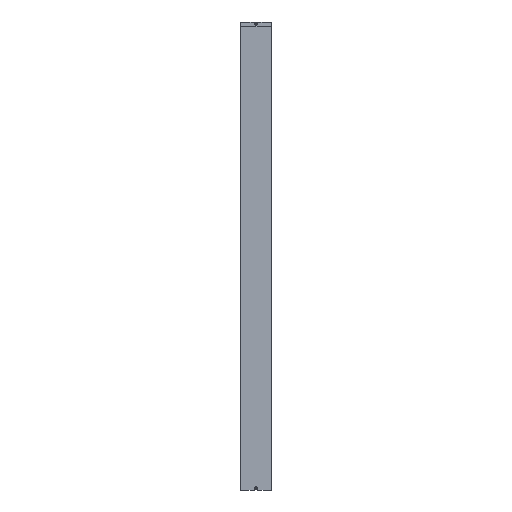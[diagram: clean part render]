
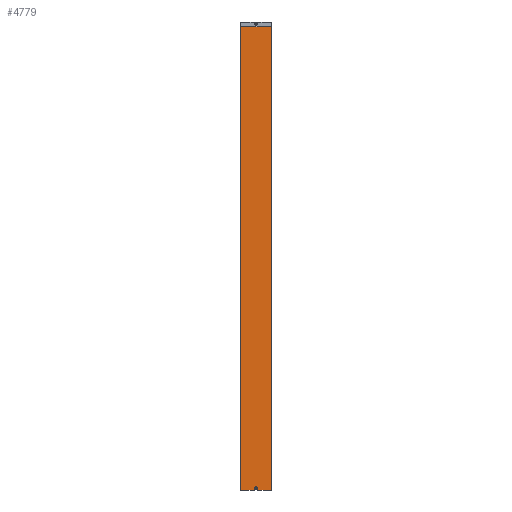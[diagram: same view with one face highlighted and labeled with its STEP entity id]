
A CAD part, front view. The second image highlights one B-rep face of the part: STEP entity #4779.
In plain terms, the highlighted planar face has unit normal (0, -1, 0).
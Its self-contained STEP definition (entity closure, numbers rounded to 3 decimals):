
#31 = VERTEX_POINT ( 'NONE', #1384 ) ;
#84 = DIRECTION ( 'NONE',  ( 1., 0., 0. ) ) ;
#151 = EDGE_CURVE ( 'NONE', #3943, #2518, #2330, .T. ) ;
#273 = CARTESIAN_POINT ( 'NONE',  ( -100., 0., -2969. ) ) ;
#345 = CARTESIAN_POINT ( 'NONE',  ( 11.331, 0., -2969. ) ) ;
#396 = AXIS2_PLACEMENT_3D ( 'NONE', #1840, #1904, #1924 ) ;
#407 = EDGE_CURVE ( 'NONE', #2518, #8175, #1382, .T. ) ;
#442 = ORIENTED_EDGE ( 'NONE', *, *, #1485, .T. ) ;
#508 = CARTESIAN_POINT ( 'NONE',  ( -10.854, 0., -2968.646 ) ) ;
#733 = CARTESIAN_POINT ( 'NONE',  ( -100., 0., -2968.5 ) ) ;
#799 = DIRECTION ( 'NONE',  ( 1., 0., 0. ) ) ;
#841 = AXIS2_PLACEMENT_3D ( 'NONE', #8984, #8997, #84 ) ;
#935 = ORIENTED_EDGE ( 'NONE', *, *, #1042, .T. ) ;
#987 = CIRCLE ( 'NONE', #1956, 7.3 ) ;
#1010 = AXIS2_PLACEMENT_3D ( 'NONE', #7183, #2915, #7855 ) ;
#1024 = EDGE_CURVE ( 'NONE', #1879, #1107, #987, .T. ) ;
#1042 = EDGE_CURVE ( 'NONE', #8175, #2182, #6527, .T. ) ;
#1107 = VERTEX_POINT ( 'NONE', #3051 ) ;
#1163 = CARTESIAN_POINT ( 'NONE',  ( 99., 0., 0. ) ) ;
#1176 = VECTOR ( 'NONE', #8973, 1000. ) ;
#1178 = AXIS2_PLACEMENT_3D ( 'NONE', #8718, #8888, #8437 ) ;
#1249 = EDGE_CURVE ( 'NONE', #2182, #5613, #5564, .T. ) ;
#1382 = CIRCLE ( 'NONE', #2656, 0.3 ) ;
#1384 = CARTESIAN_POINT ( 'NONE',  ( 10.5, 0., -2968.5 ) ) ;
#1398 = DIRECTION ( 'NONE',  ( 0., 0., 1. ) ) ;
#1429 = CARTESIAN_POINT ( 'NONE',  ( 99., 0., -2969. ) ) ;
#1448 = ORIENTED_EDGE ( 'NONE', *, *, #4073, .F. ) ;
#1485 = EDGE_CURVE ( 'NONE', #5613, #31, #5858, .T. ) ;
#1502 = VERTEX_POINT ( 'NONE', #345 ) ;
#1560 = CARTESIAN_POINT ( 'NONE',  ( 10.854, 0., -2968.646 ) ) ;
#1628 = CARTESIAN_POINT ( 'NONE',  ( -10.5, 0., -2968.5 ) ) ;
#1648 = EDGE_CURVE ( 'NONE', #31, #7177, #6413, .T. ) ;
#1749 = AXIS2_PLACEMENT_3D ( 'NONE', #2487, #2465, #2434 ) ;
#1807 = PLANE ( 'NONE',  #396 ) ;
#1840 = CARTESIAN_POINT ( 'NONE',  ( 100., 0., -2969. ) ) ;
#1879 = VERTEX_POINT ( 'NONE', #7388 ) ;
#1882 = LINE ( 'NONE', #1429, #4172 ) ;
#1904 = DIRECTION ( 'NONE',  ( 0., -1., 0. ) ) ;
#1924 = DIRECTION ( 'NONE',  ( 1., 0., 0. ) ) ;
#1956 = AXIS2_PLACEMENT_3D ( 'NONE', #3514, #3488, #3481 ) ;
#1976 = EDGE_CURVE ( 'NONE', #7177, #7530, #6362, .T. ) ;
#2061 = CARTESIAN_POINT ( 'NONE',  ( -99., 0., -2969. ) ) ;
#2094 = CARTESIAN_POINT ( 'NONE',  ( 0., 0., 0. ) ) ;
#2110 = CARTESIAN_POINT ( 'NONE',  ( -8.25, 0., 0. ) ) ;
#2134 = CARTESIAN_POINT ( 'NONE',  ( -24.75, 0., 0. ) ) ;
#2144 = EDGE_CURVE ( 'NONE', #7530, #1502, #7146, .T. ) ;
#2145 = CARTESIAN_POINT ( 'NONE',  ( -49.498, 0., 0. ) ) ;
#2161 = CARTESIAN_POINT ( 'NONE',  ( -74.248, 0., 0. ) ) ;
#2182 = VERTEX_POINT ( 'NONE', #508 ) ;
#2237 = CARTESIAN_POINT ( 'NONE',  ( -99., 0., 0. ) ) ;
#2330 = LINE ( 'NONE', #273, #1176 ) ;
#2416 = ORIENTED_EDGE ( 'NONE', *, *, #1024, .T. ) ;
#2434 = DIRECTION ( 'NONE',  ( -1., 0., 0. ) ) ;
#2465 = DIRECTION ( 'NONE',  ( 0., 1., 0. ) ) ;
#2487 = CARTESIAN_POINT ( 'NONE',  ( -10.5, 0., -2969. ) ) ;
#2500 = FACE_OUTER_BOUND ( 'NONE', #8913, .T. ) ;
#2518 = VERTEX_POINT ( 'NONE', #6030 ) ;
#2656 = AXIS2_PLACEMENT_3D ( 'NONE', #7104, #7071, #7044 ) ;
#2663 = VECTOR ( 'NONE', #3792, 1000. ) ;
#2727 = EDGE_CURVE ( 'NONE', #1502, #5882, #7907, .T. ) ;
#2729 = CARTESIAN_POINT ( 'NONE',  ( -100., 0., -2969. ) ) ;
#2749 = DIRECTION ( 'NONE',  ( 1., 0., 0. ) ) ;
#2826 = CARTESIAN_POINT ( 'NONE',  ( -11.119, 0., -2968.912 ) ) ;
#2899 = EDGE_CURVE ( 'NONE', #5882, #8869, #1882, .T. ) ;
#2915 = DIRECTION ( 'NONE',  ( 0., 1., 0. ) ) ;
#2949 = CARTESIAN_POINT ( 'NONE',  ( -90.749, 0., 0. ) ) ;
#3051 = CARTESIAN_POINT ( 'NONE',  ( 0., 0., -2962.3 ) ) ;
#3333 = EDGE_CURVE ( 'NONE', #3473, #8869, #6663, .T. ) ;
#3383 = ORIENTED_EDGE ( 'NONE', *, *, #1249, .T. ) ;
#3473 = VERTEX_POINT ( 'NONE', #6696 ) ;
#3481 = DIRECTION ( 'NONE',  ( 0., 0., 1. ) ) ;
#3488 = DIRECTION ( 'NONE',  ( 0., 1., 0. ) ) ;
#3514 = CARTESIAN_POINT ( 'NONE',  ( 0., 0., -2955. ) ) ;
#3543 = CARTESIAN_POINT ( 'NONE',  ( -11.207, 0., -2969. ) ) ;
#3673 = VECTOR ( 'NONE', #799, 1000. ) ;
#3792 = DIRECTION ( 'NONE',  ( 0.707, 0., 0.707 ) ) ;
#3886 = EDGE_CURVE ( 'NONE', #5052, #3473, #5360, .T. ) ;
#3943 = VERTEX_POINT ( 'NONE', #2061 ) ;
#4073 = EDGE_CURVE ( 'NONE', #3943, #5052, #6257, .T. ) ;
#4172 = VECTOR ( 'NONE', #1398, 1000. ) ;
#4306 = ORIENTED_EDGE ( 'NONE', *, *, #2899, .T. ) ;
#4449 = DIRECTION ( 'NONE',  ( 0., 0., 1. ) ) ;
#4452 = FACE_BOUND ( 'NONE', #7879, .T. ) ;
#4581 = VECTOR ( 'NONE', #7762, 1000. ) ;
#4603 = CARTESIAN_POINT ( 'NONE',  ( -99., 0., -2969. ) ) ;
#4779 = ADVANCED_FACE ( 'NONE', ( #4452, #2500 ), #1807, .T. ) ;
#5052 = VERTEX_POINT ( 'NONE', #5218 ) ;
#5126 = ORIENTED_EDGE ( 'NONE', *, *, #2727, .T. ) ;
#5177 = ORIENTED_EDGE ( 'NONE', *, *, #407, .T. ) ;
#5218 = CARTESIAN_POINT ( 'NONE',  ( -99., 0., 0. ) ) ;
#5260 = CARTESIAN_POINT ( 'NONE',  ( 11.119, 0., -2968.912 ) ) ;
#5360 = B_SPLINE_CURVE_WITH_KNOTS ( 'NONE', 3,
 ( #2237, #2949, #2161, #2145, #2134, #2110, #2094 ),
 .UNSPECIFIED., .F., .F.,
 ( 4, 1, 1, 1, 4 ),
 ( 0., 0.25, 0.5, 0.75, 1. ),
 .UNSPECIFIED. ) ;
#5368 = ORIENTED_EDGE ( 'NONE', *, *, #3333, .F. ) ;
#5564 = CIRCLE ( 'NONE', #1749, 0.5 ) ;
#5601 = VECTOR ( 'NONE', #2749, 1000. ) ;
#5613 = VERTEX_POINT ( 'NONE', #1628 ) ;
#5634 = VECTOR ( 'NONE', #4449, 1000. ) ;
#5858 = LINE ( 'NONE', #733, #3673 ) ;
#5882 = VERTEX_POINT ( 'NONE', #8919 ) ;
#6030 = CARTESIAN_POINT ( 'NONE',  ( -11.331, 0., -2969. ) ) ;
#6257 = LINE ( 'NONE', #4603, #5634 ) ;
#6362 = LINE ( 'NONE', #7654, #4581 ) ;
#6381 = ORIENTED_EDGE ( 'NONE', *, *, #3886, .F. ) ;
#6413 = CIRCLE ( 'NONE', #1178, 0.5 ) ;
#6424 = ORIENTED_EDGE ( 'NONE', *, *, #1648, .T. ) ;
#6527 = LINE ( 'NONE', #3543, #2663 ) ;
#6543 = ORIENTED_EDGE ( 'NONE', *, *, #2144, .T. ) ;
#6663 = LINE ( 'NONE', #7751, #7001 ) ;
#6696 = CARTESIAN_POINT ( 'NONE',  ( 0., 0., 0. ) ) ;
#6968 = ORIENTED_EDGE ( 'NONE', *, *, #8264, .T. ) ;
#7001 = VECTOR ( 'NONE', #7715, 1000. ) ;
#7044 = DIRECTION ( 'NONE',  ( 1., 0., 0. ) ) ;
#7071 = DIRECTION ( 'NONE',  ( 0., -1., 0. ) ) ;
#7104 = CARTESIAN_POINT ( 'NONE',  ( -11.331, 0., -2968.7 ) ) ;
#7146 = CIRCLE ( 'NONE', #841, 0.3 ) ;
#7177 = VERTEX_POINT ( 'NONE', #1560 ) ;
#7183 = CARTESIAN_POINT ( 'NONE',  ( 0., 0., -2955. ) ) ;
#7228 = ORIENTED_EDGE ( 'NONE', *, *, #1976, .T. ) ;
#7338 = ORIENTED_EDGE ( 'NONE', *, *, #151, .T. ) ;
#7388 = CARTESIAN_POINT ( 'NONE',  ( 0., 0., -2947.7 ) ) ;
#7530 = VERTEX_POINT ( 'NONE', #5260 ) ;
#7654 = CARTESIAN_POINT ( 'NONE',  ( 11.207, 0., -2969. ) ) ;
#7715 = DIRECTION ( 'NONE',  ( 1., 0., 0. ) ) ;
#7751 = CARTESIAN_POINT ( 'NONE',  ( -99., 0., 0. ) ) ;
#7762 = DIRECTION ( 'NONE',  ( 0.707, 0., -0.707 ) ) ;
#7855 = DIRECTION ( 'NONE',  ( 0., 0., 1. ) ) ;
#7879 = EDGE_LOOP ( 'NONE', ( #2416, #6968 ) ) ;
#7907 = LINE ( 'NONE', #2729, #5601 ) ;
#7973 = CIRCLE ( 'NONE', #1010, 7.3 ) ;
#8175 = VERTEX_POINT ( 'NONE', #2826 ) ;
#8264 = EDGE_CURVE ( 'NONE', #1107, #1879, #7973, .T. ) ;
#8437 = DIRECTION ( 'NONE',  ( -1., 0., 0. ) ) ;
#8718 = CARTESIAN_POINT ( 'NONE',  ( 10.5, 0., -2969. ) ) ;
#8869 = VERTEX_POINT ( 'NONE', #1163 ) ;
#8888 = DIRECTION ( 'NONE',  ( 0., 1., 0. ) ) ;
#8913 = EDGE_LOOP ( 'NONE', ( #7338, #5177, #935, #3383, #442, #6424, #7228, #6543, #5126, #4306, #5368, #6381, #1448 ) ) ;
#8919 = CARTESIAN_POINT ( 'NONE',  ( 99., 0., -2969. ) ) ;
#8973 = DIRECTION ( 'NONE',  ( 1., 0., 0. ) ) ;
#8984 = CARTESIAN_POINT ( 'NONE',  ( 11.331, 0., -2968.7 ) ) ;
#8997 = DIRECTION ( 'NONE',  ( 0., -1., 0. ) ) ;
